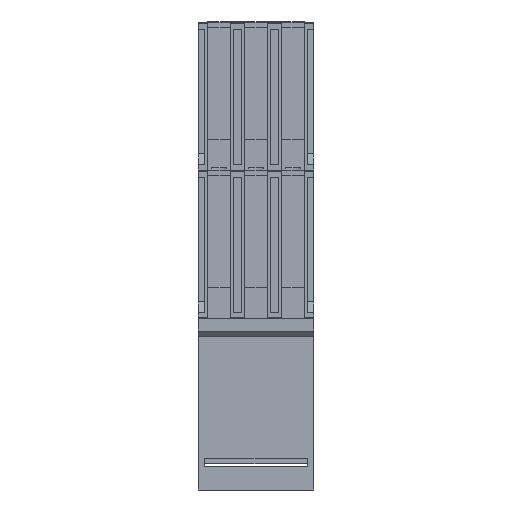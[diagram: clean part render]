
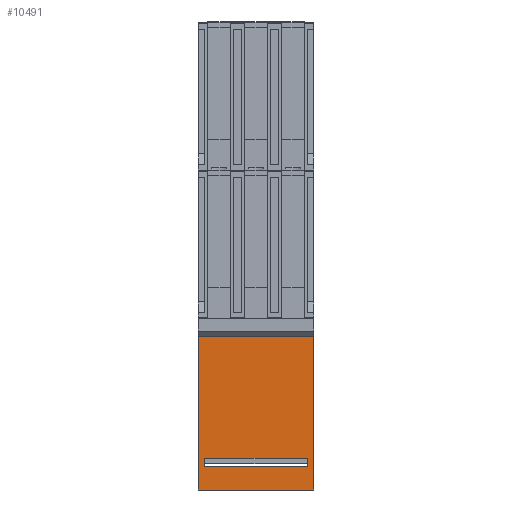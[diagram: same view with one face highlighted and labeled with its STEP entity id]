
A CAD part, front view. The second image highlights one B-rep face of the part: STEP entity #10491.
In plain terms, the highlighted planar face has unit normal (0, -1, 0).
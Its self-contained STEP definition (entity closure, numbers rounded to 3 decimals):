
#8214=FACE_BOUND('',#13516,.T.);
#8215=FACE_BOUND('',#13517,.T.);
#10491=ADVANCED_FACE('NONE',(#8214,#8215),#11425,.T.);
#11425=PLANE('',#31238);
#13516=EDGE_LOOP('',(#17273,#17274,#17275,#17276,#17277,#17278));
#13517=EDGE_LOOP('',(#17279,#17280,#17281,#17282));
#17273=ORIENTED_EDGE('',*,*,#24768,.T.);
#17274=ORIENTED_EDGE('',*,*,#24761,.F.);
#17275=ORIENTED_EDGE('',*,*,#24725,.F.);
#17276=ORIENTED_EDGE('',*,*,#24769,.F.);
#17277=ORIENTED_EDGE('',*,*,#24551,.F.);
#17278=ORIENTED_EDGE('',*,*,#24770,.T.);
#17279=ORIENTED_EDGE('',*,*,#24115,.F.);
#17280=ORIENTED_EDGE('',*,*,#24107,.F.);
#17281=ORIENTED_EDGE('',*,*,#24102,.F.);
#17282=ORIENTED_EDGE('',*,*,#24771,.F.);
#20840=VERTEX_POINT('',#38556);
#20875=VERTEX_POINT('',#38629);
#21587=VERTEX_POINT('',#41554);
#21588=VERTEX_POINT('',#41556);
#21591=VERTEX_POINT('',#41565);
#21592=VERTEX_POINT('',#41569);
#21920=VERTEX_POINT('',#42469);
#22040=VERTEX_POINT('',#42823);
#22062=VERTEX_POINT('',#42892);
#22066=VERTEX_POINT('',#42904);
#24102=EDGE_CURVE('NONE',#21587,#21588,#26719,.T.);
#24107=EDGE_CURVE('NONE',#21588,#21591,#26723,.T.);
#24115=EDGE_CURVE('NONE',#21591,#21592,#26730,.T.);
#24551=EDGE_CURVE('NONE',#21920,#20875,#27129,.T.);
#24725=EDGE_CURVE('NONE',#20840,#22040,#27298,.T.);
#24761=EDGE_CURVE('NONE',#22040,#22062,#27332,.T.);
#24768=EDGE_CURVE('NONE',#22066,#22062,#27338,.T.);
#24769=EDGE_CURVE('NONE',#20875,#20840,#27339,.T.);
#24770=EDGE_CURVE('NONE',#21920,#22066,#27340,.T.);
#24771=EDGE_CURVE('NONE',#21592,#21587,#27341,.T.);
#26719=LINE('',#41555,#28874);
#26723=LINE('',#41564,#28878);
#26730=LINE('',#41578,#28885);
#27129=LINE('',#42468,#29284);
#27298=LINE('',#42822,#29453);
#27332=LINE('',#42891,#29487);
#27338=LINE('',#42903,#29493);
#27339=LINE('',#42905,#29494);
#27340=LINE('',#42906,#29495);
#27341=LINE('',#42907,#29496);
#28874=VECTOR('',#33886,1.);
#28878=VECTOR('',#33894,1.);
#28885=VECTOR('',#33905,1.);
#29284=VECTOR('',#34638,1.);
#29453=VECTOR('',#34937,1.);
#29487=VECTOR('',#34997,1.);
#29493=VECTOR('',#35007,1.);
#29494=VECTOR('',#35008,1.);
#29495=VECTOR('',#35009,1.);
#29496=VECTOR('',#35010,1.);
#31238=AXIS2_PLACEMENT_3D('',#42908,#35011,#35012);
#33886=DIRECTION('',(0.,0.,1.));
#33894=DIRECTION('',(-1.,0.,0.));
#33905=DIRECTION('',(0.,0.,-1.));
#34638=DIRECTION('',(1.,0.,0.));
#34937=DIRECTION('',(1.,0.,0.));
#34997=DIRECTION('',(0.,0.,-1.));
#35007=DIRECTION('',(1.,0.,0.));
#35008=DIRECTION('',(1.,0.,0.));
#35009=DIRECTION('',(0.,0.,-1.));
#35010=DIRECTION('',(1.,0.,0.));
#35011=DIRECTION('',(0.,-1.,0.));
#35012=DIRECTION('',(1.,0.,0.));
#38556=CARTESIAN_POINT('',(22.48,13.89,29.9));
#38629=CARTESIAN_POINT('',(0.02,13.89,29.9));
#41554=CARTESIAN_POINT('',(21.253,13.89,4.5));
#41555=CARTESIAN_POINT('',(21.253,13.89,29.9));
#41556=CARTESIAN_POINT('',(21.253,13.89,6.2));
#41564=CARTESIAN_POINT('',(0.,13.89,6.2));
#41565=CARTESIAN_POINT('',(1.253,13.89,6.2));
#41569=CARTESIAN_POINT('',(1.253,13.89,4.5));
#41578=CARTESIAN_POINT('',(1.253,13.89,29.9));
#42468=CARTESIAN_POINT('',(0.,13.89,29.9));
#42469=CARTESIAN_POINT('',(0.,13.89,29.9));
#42822=CARTESIAN_POINT('',(0.,13.89,29.9));
#42823=CARTESIAN_POINT('',(22.5,13.89,29.9));
#42891=CARTESIAN_POINT('',(22.5,13.89,29.9));
#42892=CARTESIAN_POINT('',(22.5,13.89,0.));
#42903=CARTESIAN_POINT('',(0.,13.89,0.));
#42904=CARTESIAN_POINT('',(0.,13.89,0.));
#42905=CARTESIAN_POINT('',(0.,13.89,29.9));
#42906=CARTESIAN_POINT('',(0.,13.89,29.9));
#42907=CARTESIAN_POINT('',(0.,13.89,4.5));
#42908=CARTESIAN_POINT('',(0.,13.89,29.9));
